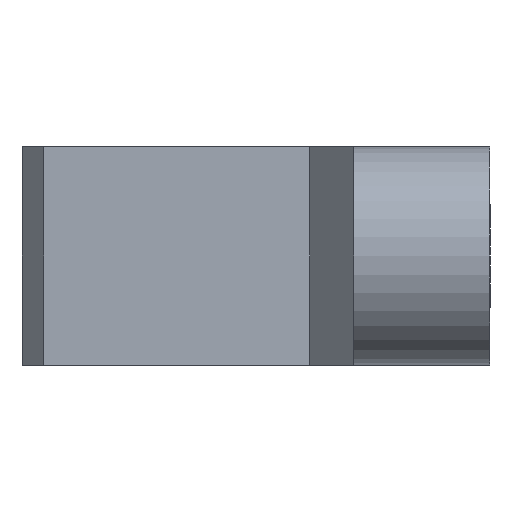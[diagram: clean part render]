
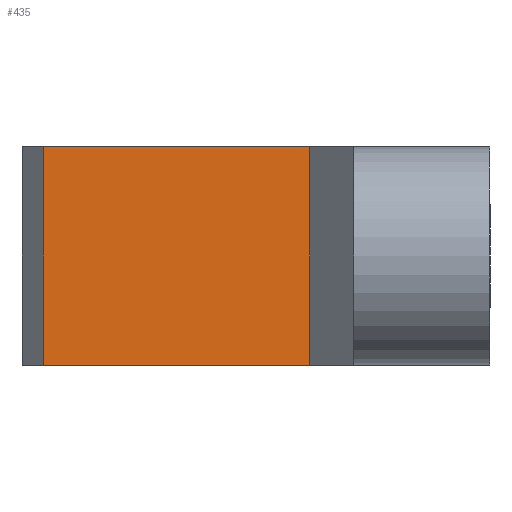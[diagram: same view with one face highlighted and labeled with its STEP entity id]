
A CAD part, left-side view. The second image highlights one B-rep face of the part: STEP entity #435.
In plain terms, the highlighted planar face has unit normal (-1, 0, 0).
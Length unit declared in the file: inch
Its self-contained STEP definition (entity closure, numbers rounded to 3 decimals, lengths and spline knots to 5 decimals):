
#11 = CARTESIAN_POINT ( 'NONE',  ( -0.28, 0.409, 0.1 ) ) ;
#40 = CARTESIAN_POINT ( 'NONE',  ( -0.28, 0.165, -0.1 ) ) ;
#56 = EDGE_CURVE ( 'NONE', #579, #382, #600, .T. ) ;
#77 = DIRECTION ( 'NONE',  ( 0., 0., -1. ) ) ;
#90 = CARTESIAN_POINT ( 'NONE',  ( -0.28, 0.125, 0.1 ) ) ;
#127 = VECTOR ( 'NONE', #230, 39.37008 ) ;
#163 = LINE ( 'NONE', #411, #337 ) ;
#187 = VERTEX_POINT ( 'NONE', #792 ) ;
#189 = DIRECTION ( 'NONE',  ( 0., 0., 1. ) ) ;
#192 = AXIS2_PLACEMENT_3D ( 'NONE', #90, #464, #661 ) ;
#204 = EDGE_CURVE ( 'NONE', #382, #187, #498, .T. ) ;
#207 = VECTOR ( 'NONE', #77, 39.37008 ) ;
#230 = DIRECTION ( 'NONE',  ( 0., -1., 0. ) ) ;
#234 = CARTESIAN_POINT ( 'NONE',  ( -0.28, 0.409, -0.1 ) ) ;
#244 = VERTEX_POINT ( 'NONE', #11 ) ;
#291 = CARTESIAN_POINT ( 'NONE',  ( -0.28, 0.125, -0.1 ) ) ;
#337 = VECTOR ( 'NONE', #658, 39.37008 ) ;
#382 = VERTEX_POINT ( 'NONE', #40 ) ;
#408 = FACE_OUTER_BOUND ( 'NONE', #415, .T. ) ;
#411 = CARTESIAN_POINT ( 'NONE',  ( -0.28, 0.125, 0.1 ) ) ;
#413 = ORIENTED_EDGE ( 'NONE', *, *, #56, .T. ) ;
#415 = EDGE_LOOP ( 'NONE', ( #450, #713, #413, #728 ) ) ;
#417 = PLANE ( 'NONE',  #192 ) ;
#435 = ADVANCED_FACE ( 'NONE', ( #408 ), #417, .F. ) ;
#450 = ORIENTED_EDGE ( 'NONE', *, *, #467, .F. ) ;
#464 = DIRECTION ( 'NONE',  ( 1., 0., 0. ) ) ;
#467 = EDGE_CURVE ( 'NONE', #244, #187, #163, .T. ) ;
#498 = LINE ( 'NONE', #742, #799 ) ;
#507 = CARTESIAN_POINT ( 'NONE',  ( -0.28, 0.409, 0.1 ) ) ;
#579 = VERTEX_POINT ( 'NONE', #234 ) ;
#600 = LINE ( 'NONE', #291, #127 ) ;
#622 = LINE ( 'NONE', #507, #207 ) ;
#658 = DIRECTION ( 'NONE',  ( 0., -1., 0. ) ) ;
#661 = DIRECTION ( 'NONE',  ( 0., 1., 0. ) ) ;
#692 = EDGE_CURVE ( 'NONE', #244, #579, #622, .T. ) ;
#713 = ORIENTED_EDGE ( 'NONE', *, *, #692, .T. ) ;
#728 = ORIENTED_EDGE ( 'NONE', *, *, #204, .T. ) ;
#742 = CARTESIAN_POINT ( 'NONE',  ( -0.28, 0.165, 0.1 ) ) ;
#792 = CARTESIAN_POINT ( 'NONE',  ( -0.28, 0.165, 0.1 ) ) ;
#799 = VECTOR ( 'NONE', #189, 39.37008 ) ;
